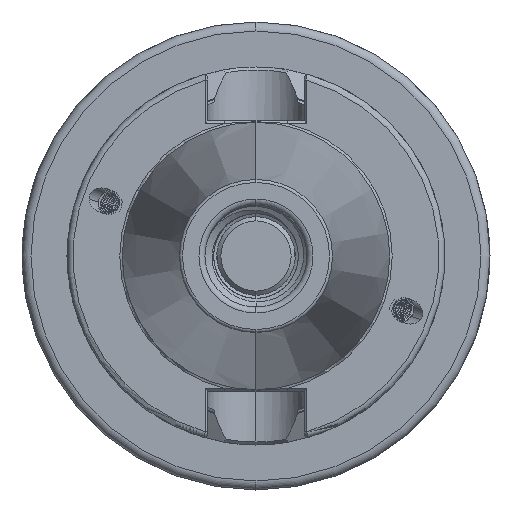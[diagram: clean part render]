
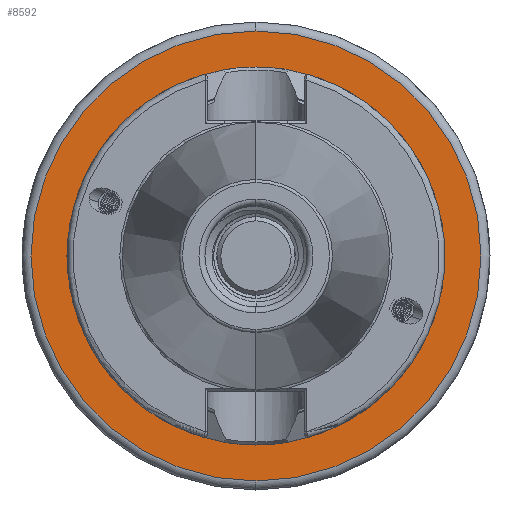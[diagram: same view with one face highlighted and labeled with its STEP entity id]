
A CAD part, left-side view. The second image highlights one B-rep face of the part: STEP entity #8592.
In plain terms, the highlighted planar face has unit normal (-1, 0, 0).
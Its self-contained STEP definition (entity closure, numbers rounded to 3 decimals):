
#796 = CIRCLE ( 'NONE', #5618, 37.5 ) ;
#816 = CIRCLE ( 'NONE', #5619, 31.3 ) ;
#1780 = DIRECTION ( 'NONE',  ( -1., 0., 0. ) ) ;
#1785 = DIRECTION ( 'NONE',  ( 0., 0., 1. ) ) ;
#1794 = CARTESIAN_POINT ( 'NONE',  ( 123., 0., 0. ) ) ;
#1845 = DIRECTION ( 'NONE',  ( 1., 0., 0. ) ) ;
#1846 = CARTESIAN_POINT ( 'NONE',  ( 123., 0., 0. ) ) ;
#1866 = DIRECTION ( 'NONE',  ( 0., 0., 1. ) ) ;
#3306 = CARTESIAN_POINT ( 'NONE',  ( 123., 0., 37.5 ) ) ;
#3364 = CARTESIAN_POINT ( 'NONE',  ( 123., 0., -37.5 ) ) ;
#3376 = CARTESIAN_POINT ( 'NONE',  ( 123., 0., 31.3 ) ) ;
#3463 = CARTESIAN_POINT ( 'NONE',  ( 123., 0., -31.3 ) ) ;
#5414 = AXIS2_PLACEMENT_3D ( 'NONE', #13912, #13935, #13894 ) ;
#5618 = AXIS2_PLACEMENT_3D ( 'NONE', #1794, #1780, #1785 ) ;
#5619 = AXIS2_PLACEMENT_3D ( 'NONE', #1846, #1845, #1866 ) ;
#8592 = ADVANCED_FACE ( 'NONE', ( #22820, #22874 ), #19545, .T. ) ;
#12310 = EDGE_CURVE ( 'NONE', #30934, #31015, #22454, .T. ) ;
#12925 = AXIS2_PLACEMENT_3D ( 'NONE', #19564, #19568, #19547 ) ;
#13223 = AXIS2_PLACEMENT_3D ( 'NONE', #30386, #30397, #30380 ) ;
#13894 = DIRECTION ( 'NONE',  ( 0., 0., 1. ) ) ;
#13912 = CARTESIAN_POINT ( 'NONE',  ( 123., 0., 0. ) ) ;
#13935 = DIRECTION ( 'NONE',  ( -1., 0., 0. ) ) ;
#17162 = ORIENTED_EDGE ( 'NONE', *, *, #26564, .T. ) ;
#17194 = ORIENTED_EDGE ( 'NONE', *, *, #12310, .T. ) ;
#17208 = ORIENTED_EDGE ( 'NONE', *, *, #25623, .T. ) ;
#17209 = ORIENTED_EDGE ( 'NONE', *, *, #26550, .T. ) ;
#19545 = PLANE ( 'NONE',  #12925 ) ;
#19547 = DIRECTION ( 'NONE',  ( 0., 0., 1. ) ) ;
#19564 = CARTESIAN_POINT ( 'NONE',  ( 123., 30.5, 0. ) ) ;
#19568 = DIRECTION ( 'NONE',  ( -1., 0., 0. ) ) ;
#22454 = CIRCLE ( 'NONE', #13223, 31.3 ) ;
#22637 = CIRCLE ( 'NONE', #5414, 37.5 ) ;
#22820 = FACE_OUTER_BOUND ( 'NONE', #27883, .T. ) ;
#22874 = FACE_BOUND ( 'NONE', #27943, .T. ) ;
#25623 = EDGE_CURVE ( 'NONE', #30888, #30899, #22637, .T. ) ;
#26550 = EDGE_CURVE ( 'NONE', #30899, #30888, #796, .T. ) ;
#26564 = EDGE_CURVE ( 'NONE', #31015, #30934, #816, .T. ) ;
#27883 = EDGE_LOOP ( 'NONE', ( #17208, #17209 ) ) ;
#27943 = EDGE_LOOP ( 'NONE', ( #17194, #17162 ) ) ;
#30380 = DIRECTION ( 'NONE',  ( 0., 0., 1. ) ) ;
#30386 = CARTESIAN_POINT ( 'NONE',  ( 123., 0., 0. ) ) ;
#30397 = DIRECTION ( 'NONE',  ( 1., 0., 0. ) ) ;
#30888 = VERTEX_POINT ( 'NONE', #3306 ) ;
#30899 = VERTEX_POINT ( 'NONE', #3364 ) ;
#30934 = VERTEX_POINT ( 'NONE', #3376 ) ;
#31015 = VERTEX_POINT ( 'NONE', #3463 ) ;
